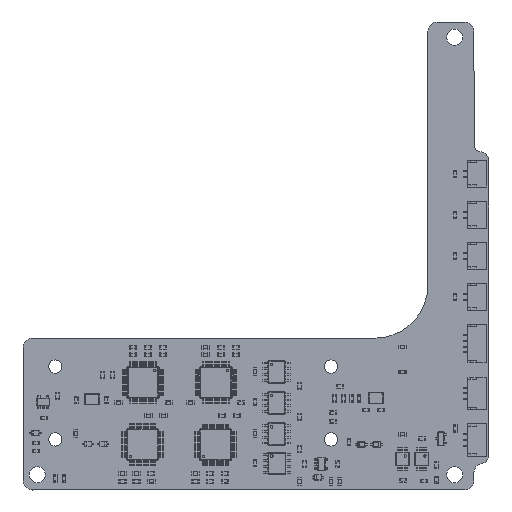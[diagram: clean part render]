
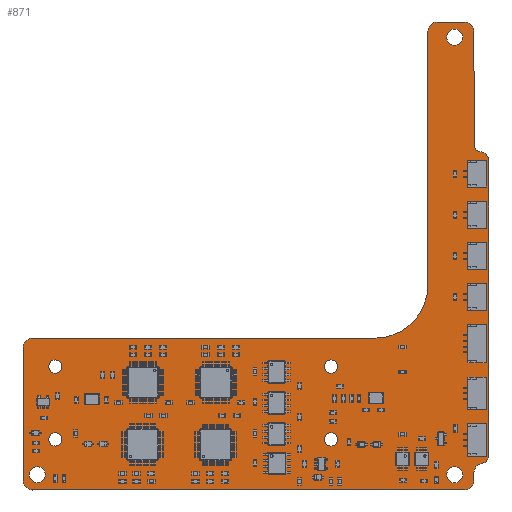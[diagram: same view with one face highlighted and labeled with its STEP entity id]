
A CAD part, top view. The second image highlights one B-rep face of the part: STEP entity #871.
In plain terms, the highlighted planar face has unit normal (0, 0, 1).
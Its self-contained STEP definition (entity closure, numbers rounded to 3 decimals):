
#67 = VERTEX_POINT('',#68);
#68 = CARTESIAN_POINT('',(246.968,-143.745,0.));
#86 = VERTEX_POINT('',#87);
#87 = CARTESIAN_POINT('',(248.57,-141.823,0.));
#93 = EDGE_CURVE('',#67,#86,#94,.T.);
#94 = CIRCLE('',#95,1.954);
#95 = AXIS2_PLACEMENT_3D('',#96,#97,#98);
#96 = CARTESIAN_POINT('',(248.923,-143.745,0.));
#97 = DIRECTION('',(0.,0.,-1.));
#98 = DIRECTION('',(-1.,0.,0.));
#118 = VERTEX_POINT('',#119);
#119 = CARTESIAN_POINT('',(246.972,-145.498,0.));
#125 = EDGE_CURVE('',#67,#118,#126,.T.);
#126 = LINE('',#127,#128);
#127 = CARTESIAN_POINT('',(246.968,-143.745,0.));
#128 = VECTOR('',#129,1.);
#129 = DIRECTION('',(0.002,-1.,0.));
#140 = VERTEX_POINT('',#141);
#141 = CARTESIAN_POINT('',(250.166,-139.937,0.));
#157 = EDGE_CURVE('',#140,#86,#158,.T.);
#158 = CIRCLE('',#159,1.912);
#159 = AXIS2_PLACEMENT_3D('',#160,#161,#162);
#160 = CARTESIAN_POINT('',(248.254,-139.937,0.));
#161 = DIRECTION('',(0.,0.,-1.));
#162 = DIRECTION('',(1.,0.,0.));
#183 = VERTEX_POINT('',#184);
#184 = CARTESIAN_POINT('',(244.972,-147.498,0.));
#190 = EDGE_CURVE('',#118,#183,#191,.T.);
#191 = CIRCLE('',#192,2.);
#192 = AXIS2_PLACEMENT_3D('',#193,#194,#195);
#193 = CARTESIAN_POINT('',(244.972,-145.498,0.));
#194 = DIRECTION('',(0.,0.,-1.));
#195 = DIRECTION('',(1.,0.,0.));
#215 = VERTEX_POINT('',#216);
#216 = CARTESIAN_POINT('',(250.166,-75.565,0.));
#222 = EDGE_CURVE('',#140,#215,#223,.T.);
#223 = LINE('',#224,#225);
#224 = CARTESIAN_POINT('',(250.166,-139.937,0.));
#225 = VECTOR('',#226,1.);
#226 = DIRECTION('',(0.,1.,0.));
#237 = VERTEX_POINT('',#238);
#238 = CARTESIAN_POINT('',(151.072,-147.504,0.));
#253 = EDGE_CURVE('',#237,#183,#254,.T.);
#254 = LINE('',#255,#256);
#255 = CARTESIAN_POINT('',(151.072,-147.504,0.));
#256 = VECTOR('',#257,1.);
#257 = DIRECTION('',(1.,0.,0.));
#268 = VERTEX_POINT('',#269);
#269 = CARTESIAN_POINT('',(248.28,-73.969,0.));
#285 = EDGE_CURVE('',#268,#215,#286,.T.);
#286 = CIRCLE('',#287,1.912);
#287 = AXIS2_PLACEMENT_3D('',#288,#289,#290);
#288 = CARTESIAN_POINT('',(248.28,-75.881,0.));
#289 = DIRECTION('',(0.,0.,-1.));
#290 = DIRECTION('',(0.,1.,0.));
#311 = VERTEX_POINT('',#312);
#312 = CARTESIAN_POINT('',(149.072,-145.504,0.));
#318 = EDGE_CURVE('',#237,#311,#319,.T.);
#319 = CIRCLE('',#320,2.);
#320 = AXIS2_PLACEMENT_3D('',#321,#322,#323);
#321 = CARTESIAN_POINT('',(151.072,-145.504,0.));
#322 = DIRECTION('',(0.,0.,-1.));
#323 = DIRECTION('',(0.,-1.,0.));
#344 = VERTEX_POINT('',#345);
#345 = CARTESIAN_POINT('',(247.04,-72.771,0.));
#351 = EDGE_CURVE('',#268,#344,#352,.T.);
#352 = CIRCLE('',#353,1.273);
#353 = AXIS2_PLACEMENT_3D('',#354,#355,#356);
#354 = CARTESIAN_POINT('',(248.311,-72.696,0.));
#355 = DIRECTION('',(0.,0.,-1.));
#356 = DIRECTION('',(-0.025,-1.,-0.));
#367 = VERTEX_POINT('',#368);
#368 = CARTESIAN_POINT('',(149.072,-116.504,0.));
#383 = EDGE_CURVE('',#367,#311,#384,.T.);
#384 = LINE('',#385,#386);
#385 = CARTESIAN_POINT('',(149.072,-116.504,0.));
#386 = VECTOR('',#387,1.);
#387 = DIRECTION('',(0.,-1.,0.));
#398 = VERTEX_POINT('',#399);
#399 = CARTESIAN_POINT('',(246.972,-47.798,0.));
#414 = EDGE_CURVE('',#398,#344,#415,.T.);
#415 = LINE('',#416,#417);
#416 = CARTESIAN_POINT('',(246.972,-47.798,0.));
#417 = VECTOR('',#418,1.);
#418 = DIRECTION('',(0.003,-1.,0.));
#439 = VERTEX_POINT('',#440);
#440 = CARTESIAN_POINT('',(151.072,-114.504,0.));
#446 = EDGE_CURVE('',#367,#439,#447,.T.);
#447 = CIRCLE('',#448,2.);
#448 = AXIS2_PLACEMENT_3D('',#449,#450,#451);
#449 = CARTESIAN_POINT('',(151.072,-116.504,0.));
#450 = DIRECTION('',(0.,0.,-1.));
#451 = DIRECTION('',(-1.,0.,0.));
#462 = VERTEX_POINT('',#463);
#463 = CARTESIAN_POINT('',(244.972,-45.798,0.));
#479 = EDGE_CURVE('',#462,#398,#480,.T.);
#480 = CIRCLE('',#481,2.);
#481 = AXIS2_PLACEMENT_3D('',#482,#483,#484);
#482 = CARTESIAN_POINT('',(244.972,-47.798,0.));
#483 = DIRECTION('',(0.,0.,-1.));
#484 = DIRECTION('',(0.,1.,0.));
#495 = VERTEX_POINT('',#496);
#496 = CARTESIAN_POINT('',(225.473,-114.499,0.));
#511 = EDGE_CURVE('',#495,#439,#512,.T.);
#512 = LINE('',#513,#514);
#513 = CARTESIAN_POINT('',(225.473,-114.499,0.));
#514 = VECTOR('',#515,1.);
#515 = DIRECTION('',(-1.,0.,0.));
#535 = VERTEX_POINT('',#536);
#536 = CARTESIAN_POINT('',(238.972,-45.798,0.));
#542 = EDGE_CURVE('',#462,#535,#543,.T.);
#543 = LINE('',#544,#545);
#544 = CARTESIAN_POINT('',(244.972,-45.798,0.));
#545 = VECTOR('',#546,1.);
#546 = DIRECTION('',(-1.,0.,0.));
#557 = VERTEX_POINT('',#558);
#558 = CARTESIAN_POINT('',(236.972,-102.999,0.));
#574 = EDGE_CURVE('',#557,#495,#575,.T.);
#575 = CIRCLE('',#576,11.5);
#576 = AXIS2_PLACEMENT_3D('',#577,#578,#579);
#577 = CARTESIAN_POINT('',(225.472,-102.999,0.));
#578 = DIRECTION('',(0.,0.,-1.));
#579 = DIRECTION('',(1.,0.,0.));
#590 = VERTEX_POINT('',#591);
#591 = CARTESIAN_POINT('',(236.972,-47.798,0.));
#607 = EDGE_CURVE('',#590,#535,#608,.T.);
#608 = CIRCLE('',#609,2.);
#609 = AXIS2_PLACEMENT_3D('',#610,#611,#612);
#610 = CARTESIAN_POINT('',(238.972,-47.798,0.));
#611 = DIRECTION('',(0.,0.,-1.));
#612 = DIRECTION('',(-1.,0.,-0.));
#630 = EDGE_CURVE('',#590,#557,#631,.T.);
#631 = LINE('',#632,#633);
#632 = CARTESIAN_POINT('',(236.972,-47.798,0.));
#633 = VECTOR('',#634,1.);
#634 = DIRECTION('',(0.,-1.,0.));
#645 = VERTEX_POINT('',#646);
#646 = CARTESIAN_POINT('',(153.822,-144.201,0.));
#662 = EDGE_CURVE('',#645,#645,#663,.T.);
#663 = CIRCLE('',#664,1.75);
#664 = AXIS2_PLACEMENT_3D('',#665,#666,#667);
#665 = CARTESIAN_POINT('',(152.072,-144.201,0.));
#666 = DIRECTION('',(0.,0.,1.));
#667 = DIRECTION('',(1.,0.,0.));
#678 = VERTEX_POINT('',#679);
#679 = CARTESIAN_POINT('',(157.448,-136.503,0.));
#695 = EDGE_CURVE('',#678,#678,#696,.T.);
#696 = CIRCLE('',#697,1.45);
#697 = AXIS2_PLACEMENT_3D('',#698,#699,#700);
#698 = CARTESIAN_POINT('',(155.998,-136.503,0.));
#699 = DIRECTION('',(0.,0.,1.));
#700 = DIRECTION('',(1.,0.,-0.));
#711 = VERTEX_POINT('',#712);
#712 = CARTESIAN_POINT('',(157.448,-120.684,0.));
#728 = EDGE_CURVE('',#711,#711,#729,.T.);
#729 = CIRCLE('',#730,1.45);
#730 = AXIS2_PLACEMENT_3D('',#731,#732,#733);
#731 = CARTESIAN_POINT('',(155.998,-120.684,0.));
#732 = DIRECTION('',(0.,0.,1.));
#733 = DIRECTION('',(1.,0.,-0.));
#744 = VERTEX_POINT('',#745);
#745 = CARTESIAN_POINT('',(217.348,-136.503,0.));
#761 = EDGE_CURVE('',#744,#744,#762,.T.);
#762 = CIRCLE('',#763,1.45);
#763 = AXIS2_PLACEMENT_3D('',#764,#765,#766);
#764 = CARTESIAN_POINT('',(215.898,-136.503,0.));
#765 = DIRECTION('',(0.,0.,1.));
#766 = DIRECTION('',(1.,0.,-0.));
#777 = VERTEX_POINT('',#778);
#778 = CARTESIAN_POINT('',(244.523,-144.201,0.));
#794 = EDGE_CURVE('',#777,#777,#795,.T.);
#795 = CIRCLE('',#796,1.75);
#796 = AXIS2_PLACEMENT_3D('',#797,#798,#799);
#797 = CARTESIAN_POINT('',(242.773,-144.201,0.));
#798 = DIRECTION('',(0.,0.,1.));
#799 = DIRECTION('',(1.,0.,0.));
#810 = VERTEX_POINT('',#811);
#811 = CARTESIAN_POINT('',(217.348,-120.684,0.));
#827 = EDGE_CURVE('',#810,#810,#828,.T.);
#828 = CIRCLE('',#829,1.45);
#829 = AXIS2_PLACEMENT_3D('',#830,#831,#832);
#830 = CARTESIAN_POINT('',(215.898,-120.684,0.));
#831 = DIRECTION('',(0.,0.,1.));
#832 = DIRECTION('',(1.,0.,-0.));
#843 = VERTEX_POINT('',#844);
#844 = CARTESIAN_POINT('',(244.523,-49.101,0.));
#860 = EDGE_CURVE('',#843,#843,#861,.T.);
#861 = CIRCLE('',#862,1.75);
#862 = AXIS2_PLACEMENT_3D('',#863,#864,#865);
#863 = CARTESIAN_POINT('',(242.773,-49.101,0.));
#864 = DIRECTION('',(0.,0.,1.));
#865 = DIRECTION('',(1.,0.,0.));
#871 = ADVANCED_FACE('',(#872,#892,#895,#898,#901,#904,#907,#910),#913,
  .T.);
#872 = FACE_BOUND('',#873,.T.);
#873 = EDGE_LOOP('',(#874,#875,#876,#877,#878,#879,#880,#881,#882,#883,
    #884,#885,#886,#887,#888,#889,#890,#891));
#874 = ORIENTED_EDGE('',*,*,#93,.T.);
#875 = ORIENTED_EDGE('',*,*,#157,.F.);
#876 = ORIENTED_EDGE('',*,*,#222,.T.);
#877 = ORIENTED_EDGE('',*,*,#285,.F.);
#878 = ORIENTED_EDGE('',*,*,#351,.T.);
#879 = ORIENTED_EDGE('',*,*,#414,.F.);
#880 = ORIENTED_EDGE('',*,*,#479,.F.);
#881 = ORIENTED_EDGE('',*,*,#542,.T.);
#882 = ORIENTED_EDGE('',*,*,#607,.F.);
#883 = ORIENTED_EDGE('',*,*,#630,.T.);
#884 = ORIENTED_EDGE('',*,*,#574,.T.);
#885 = ORIENTED_EDGE('',*,*,#511,.T.);
#886 = ORIENTED_EDGE('',*,*,#446,.F.);
#887 = ORIENTED_EDGE('',*,*,#383,.T.);
#888 = ORIENTED_EDGE('',*,*,#318,.F.);
#889 = ORIENTED_EDGE('',*,*,#253,.T.);
#890 = ORIENTED_EDGE('',*,*,#190,.F.);
#891 = ORIENTED_EDGE('',*,*,#125,.F.);
#892 = FACE_BOUND('',#893,.T.);
#893 = EDGE_LOOP('',(#894));
#894 = ORIENTED_EDGE('',*,*,#662,.F.);
#895 = FACE_BOUND('',#896,.T.);
#896 = EDGE_LOOP('',(#897));
#897 = ORIENTED_EDGE('',*,*,#695,.F.);
#898 = FACE_BOUND('',#899,.T.);
#899 = EDGE_LOOP('',(#900));
#900 = ORIENTED_EDGE('',*,*,#728,.F.);
#901 = FACE_BOUND('',#902,.T.);
#902 = EDGE_LOOP('',(#903));
#903 = ORIENTED_EDGE('',*,*,#761,.F.);
#904 = FACE_BOUND('',#905,.T.);
#905 = EDGE_LOOP('',(#906));
#906 = ORIENTED_EDGE('',*,*,#794,.F.);
#907 = FACE_BOUND('',#908,.T.);
#908 = EDGE_LOOP('',(#909));
#909 = ORIENTED_EDGE('',*,*,#827,.F.);
#910 = FACE_BOUND('',#911,.T.);
#911 = EDGE_LOOP('',(#912));
#912 = ORIENTED_EDGE('',*,*,#860,.F.);
#913 = PLANE('',#914);
#914 = AXIS2_PLACEMENT_3D('',#915,#916,#917);
#915 = CARTESIAN_POINT('',(213.742,-111.795,0.));
#916 = DIRECTION('',(0.,0.,1.));
#917 = DIRECTION('',(1.,0.,0.));
